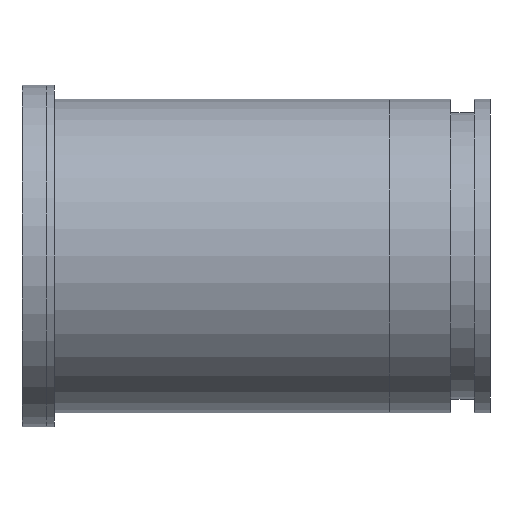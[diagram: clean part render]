
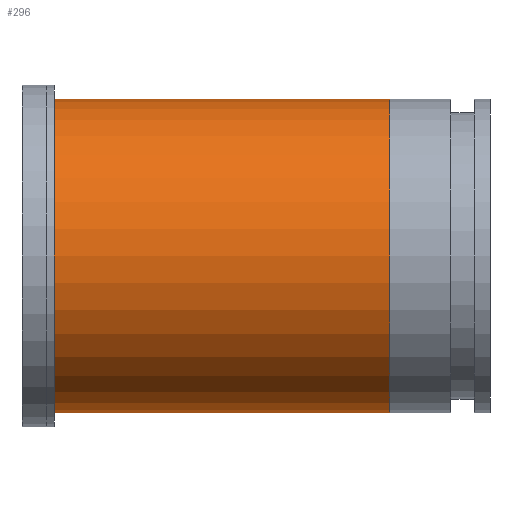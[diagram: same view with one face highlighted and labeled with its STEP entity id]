
A CAD part, left-side view. The second image highlights one B-rep face of the part: STEP entity #296.
In plain terms, the highlighted cylindrical face has radius 25.4 mm (diameter 50.8 mm), a partial arc.
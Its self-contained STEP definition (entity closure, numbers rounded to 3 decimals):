
#240=CARTESIAN_POINT('Axis2P3D Location',(0.,21.671,0.)) ;
#249=CARTESIAN_POINT('Vertex',(0.,54.367,25.4)) ;
#251=CARTESIAN_POINT('Vertex',(0.,54.367,-25.4)) ;
#254=CARTESIAN_POINT('Line Origine',(0.,19.055,25.4)) ;
#258=CARTESIAN_POINT('Vertex',(0.,0.,25.4)) ;
#265=CARTESIAN_POINT('Vertex',(0.,0.,-25.4)) ;
#268=CARTESIAN_POINT('Line Origine',(0.,19.055,-25.4)) ;
#280=CARTESIAN_POINT('Axis2P3D Location',(0.,54.367,0.)) ;
#285=CARTESIAN_POINT('Axis2P3D Location',(0.,0.,0.)) ;
#256=VECTOR('Line Direction',#255,1.) ;
#270=VECTOR('Line Direction',#269,1.) ;
#241=DIRECTION('Axis2P3D Direction',(0.,1.,0.)) ;
#242=DIRECTION('Axis2P3D XDirection',(0.,0.,1.)) ;
#255=DIRECTION('Vector Direction',(0.,1.,0.)) ;
#269=DIRECTION('Vector Direction',(0.,1.,0.)) ;
#281=DIRECTION('Axis2P3D Direction',(0.,1.,0.)) ;
#286=DIRECTION('Axis2P3D Direction',(0.,1.,0.)) ;
#243=AXIS2_PLACEMENT_3D('Cylinder Axis2P3D',#240,#241,#242) ;
#282=AXIS2_PLACEMENT_3D('Circle Axis2P3D',#280,#281,$) ;
#287=AXIS2_PLACEMENT_3D('Circle Axis2P3D',#285,#286,$) ;
#257=LINE('Line',#254,#256) ;
#271=LINE('Line',#268,#270) ;
#283=CIRCLE('generated circle',#282,25.4) ;
#288=CIRCLE('generated circle',#287,25.4) ;
#244=CYLINDRICAL_SURFACE('generated cylinder',#243,25.4) ;
#260=EDGE_CURVE('',#250,#259,#257,.F.) ;
#272=EDGE_CURVE('',#252,#266,#271,.F.) ;
#284=EDGE_CURVE('',#252,#250,#283,.T.) ;
#289=EDGE_CURVE('',#266,#259,#288,.T.) ;
#291=ORIENTED_EDGE('',*,*,#284,.F.) ;
#292=ORIENTED_EDGE('',*,*,#272,.T.) ;
#293=ORIENTED_EDGE('',*,*,#289,.T.) ;
#294=ORIENTED_EDGE('',*,*,#260,.F.) ;
#290=EDGE_LOOP('',(#291,#292,#293,#294)) ;
#250=VERTEX_POINT('',#249) ;
#252=VERTEX_POINT('',#251) ;
#259=VERTEX_POINT('',#258) ;
#266=VERTEX_POINT('',#265) ;
#296=ADVANCED_FACE('PartBody',(#295),#244,.T.) ;
#295=FACE_OUTER_BOUND('',#290,.T.) ;
